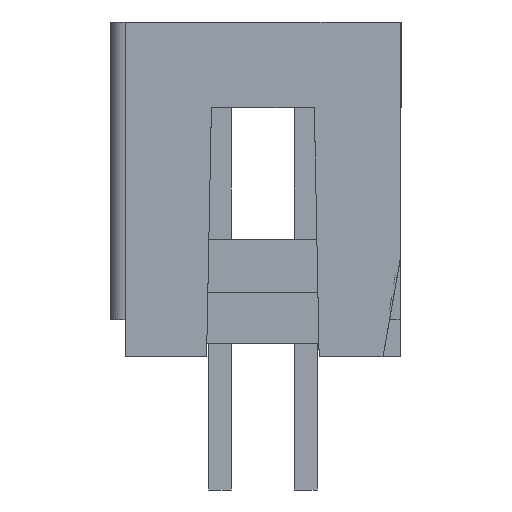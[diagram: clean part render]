
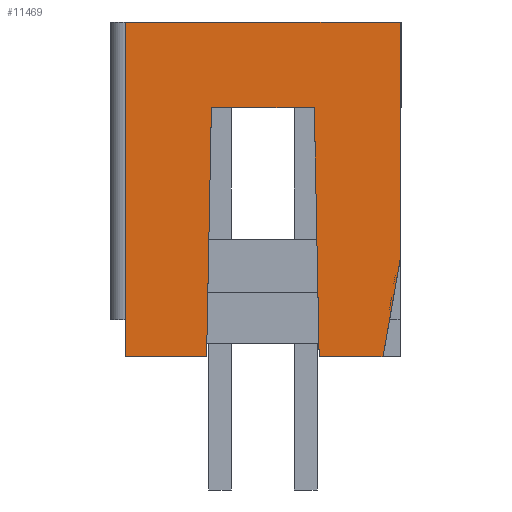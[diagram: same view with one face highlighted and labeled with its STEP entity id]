
A CAD part, left-side view. The second image highlights one B-rep face of the part: STEP entity #11469.
In plain terms, the highlighted planar face has unit normal (-1, 0, 0).
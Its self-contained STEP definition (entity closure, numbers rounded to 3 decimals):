
#8437=CARTESIAN_POINT('',(-22.708,4.064,0.005));
#8438=VERTEX_POINT('',#8437);
#8445=CARTESIAN_POINT('',(-22.708,4.064,9.911));
#8446=VERTEX_POINT('',#8445);
#8447=CARTESIAN_POINT('',(-22.708,4.064,9.911));
#8448=DIRECTION('',(0.0,0.0,-1.0));
#8449=VECTOR('',#8448,9.906);
#8450=LINE('',#8447,#8449);
#8451=EDGE_CURVE('',#8446,#8438,#8450,.T.);
#11258=CARTESIAN_POINT('',(-22.708,-1.665,0.005));
#11259=VERTEX_POINT('',#11258);
#11266=CARTESIAN_POINT('',(-22.708,-1.524,7.371));
#11267=VERTEX_POINT('',#11266);
#11268=CARTESIAN_POINT('',(-22.708,-1.665,0.005));
#11269=DIRECTION('',(0.0,0.019,1.));
#11270=VECTOR('',#11269,7.367);
#11271=LINE('',#11268,#11270);
#11272=EDGE_CURVE('',#11259,#11267,#11271,.T.);
#11327=CARTESIAN_POINT('',(-22.708,1.665,0.005));
#11328=VERTEX_POINT('',#11327);
#11329=CARTESIAN_POINT('',(-22.708,1.524,7.371));
#11330=VERTEX_POINT('',#11329);
#11331=CARTESIAN_POINT('',(-22.708,1.665,0.005));
#11332=DIRECTION('',(0.0,-0.019,1.));
#11333=VECTOR('',#11332,7.367);
#11334=LINE('',#11331,#11333);
#11335=EDGE_CURVE('',#11328,#11330,#11334,.T.);
#11417=CARTESIAN_POINT('',(-22.708,4.47,-0.49));
#11418=DIRECTION('',(-1.0,0.0,0.0));
#11419=DIRECTION('',(0.0,0.0,1.0));
#11420=AXIS2_PLACEMENT_3D('',#11417,#11418,#11419);
#11421=PLANE('',#11420);
#11422=ORIENTED_EDGE('',*,*,#11272,.F.);
#11423=CARTESIAN_POINT('',(-22.708,-3.556,0.005));
#11424=VERTEX_POINT('',#11423);
#11425=CARTESIAN_POINT('',(-22.708,-1.665,0.005));
#11426=DIRECTION('',(0.0,-1.0,0.0));
#11427=VECTOR('',#11426,1.891);
#11428=LINE('',#11425,#11427);
#11429=EDGE_CURVE('',#11259,#11424,#11428,.T.);
#11430=ORIENTED_EDGE('',*,*,#11429,.T.);
#11431=CARTESIAN_POINT('',(-22.708,-4.064,2.886));
#11432=VERTEX_POINT('',#11431);
#11433=CARTESIAN_POINT('',(-22.708,-4.064,2.886));
#11434=DIRECTION('',(0.0,0.174,-0.985));
#11435=VECTOR('',#11434,2.925);
#11436=LINE('',#11433,#11435);
#11437=EDGE_CURVE('',#11432,#11424,#11436,.T.);
#11438=ORIENTED_EDGE('',*,*,#11437,.F.);
#11439=CARTESIAN_POINT('',(-22.708,-4.064,9.911));
#11440=VERTEX_POINT('',#11439);
#11441=CARTESIAN_POINT('',(-22.708,-4.064,2.886));
#11442=DIRECTION('',(0.0,0.0,1.0));
#11443=VECTOR('',#11442,7.025);
#11444=LINE('',#11441,#11443);
#11445=EDGE_CURVE('',#11432,#11440,#11444,.T.);
#11446=ORIENTED_EDGE('',*,*,#11445,.T.);
#11447=CARTESIAN_POINT('',(-22.708,4.064,9.911));
#11448=DIRECTION('',(0.0,-1.0,0.0));
#11449=VECTOR('',#11448,8.128);
#11450=LINE('',#11447,#11449);
#11451=EDGE_CURVE('',#8446,#11440,#11450,.T.);
#11452=ORIENTED_EDGE('',*,*,#11451,.F.);
#11453=ORIENTED_EDGE('',*,*,#8451,.T.);
#11454=CARTESIAN_POINT('',(-22.708,4.064,0.005));
#11455=DIRECTION('',(0.0,-1.0,0.0));
#11456=VECTOR('',#11455,2.399);
#11457=LINE('',#11454,#11456);
#11458=EDGE_CURVE('',#8438,#11328,#11457,.T.);
#11459=ORIENTED_EDGE('',*,*,#11458,.T.);
#11460=ORIENTED_EDGE('',*,*,#11335,.T.);
#11461=CARTESIAN_POINT('',(-22.708,1.524,7.371));
#11462=DIRECTION('',(0.0,-1.0,0.0));
#11463=VECTOR('',#11462,3.048);
#11464=LINE('',#11461,#11463);
#11465=EDGE_CURVE('',#11330,#11267,#11464,.T.);
#11466=ORIENTED_EDGE('',*,*,#11465,.T.);
#11467=EDGE_LOOP('',(#11422,#11430,#11438,#11446,#11452,#11453,#11459,#11460,#11466));
#11468=FACE_OUTER_BOUND('',#11467,.T.);
#11469=ADVANCED_FACE('',(#11468),#11421,.T.);
